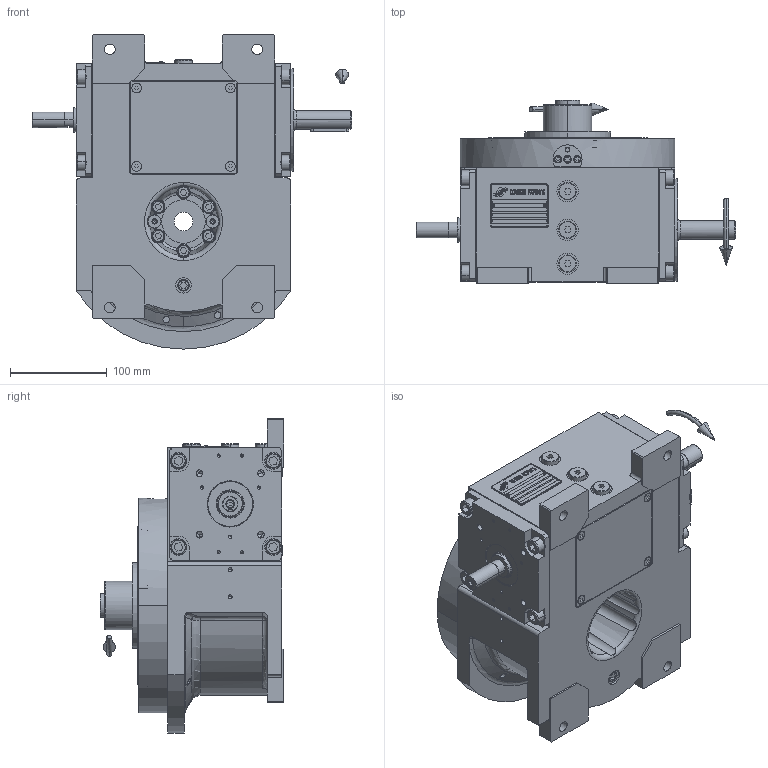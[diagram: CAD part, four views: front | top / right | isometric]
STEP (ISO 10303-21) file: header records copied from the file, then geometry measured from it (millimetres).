
FILE_DESCRIPTION (( 'STEP AP203' ), '1' );
FILE_NAME ('PC5000256.step', '2026-01-23T13:02:29', ( '' ), ( '' ), 'SwSTEP 2.0', 'SolidWorks 2020', '' );
FILE_SCHEMA (( 'CONFIG_CONTROL_DESIGN' ));
Length unit declared in the file: millimetre
Products named in the file (82): cfn2000_01_103; rig06_001_a; cfn2151_01_290; 9004_2512; RIG06_005_ASM.stp; cfn2115_02_182; CFN2000_01_185.stp; cfn2003_01_054; rig06_003_8; cfn2128_04_004; rig06_004; cfn2077_01_018; RIG06_021_AF0.stp; cfn2000_01_124; freccia_angolare; AS_rig06_016; AS_cfn2476_01_002_60x46; cfn2155_01_056; rig06_071_08_m_asm.stp; AS_rig06_071_8_m; rig06_016; cfn2000_01_126; cfn2476_01_002_60x46; olio_agip_blasia_150; CFN2104_02_017.stp; cfn2158_01_010; cfn2104_01_004; cfn2205_01_013; CFN2010_01_012.stp; CFN2223_01-570X6-B.stp; PC5000256; AS_rig06_004_s_001; freccia_angolare_albero; AS_rig06_014; rig06_004_s_001; rig06_005_n_01; cfn2151_01_109; AS_rig06_004; cfn2151_01_090; cfn2104_01_016 ...
Assembly tree (74 placements, depth 5):
  cfn2151_01_290
  cfn2077_01_018
  olio_agip_blasia_150
  cfn2158_01_010
  cfn2205_01_013
Bounding box: 330.5 x 190 x 325 mm (x, y, z)
Volume: 2409798 mm3; surface area: 774910.5 mm2
Topology: 65 solids, 65 shells, 2052 faces, 5079 edges, 3250 vertices
Faces by surface type: plane 1028, cylinder 665, cone 327, torus 20, bspline 6, sphere 6
Entity records: 70431 total; most frequent: CARTESIAN_POINT 15354, DIRECTION 9820, ORIENTED_EDGE 9414, EDGE_CURVE 4707, AXIS2_PLACEMENT_3D 3403, VERTEX_POINT 3069, VECTOR 3014, LINE 3014
